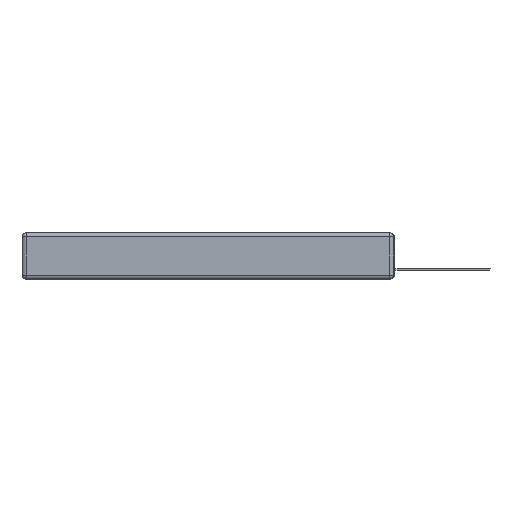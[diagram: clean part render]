
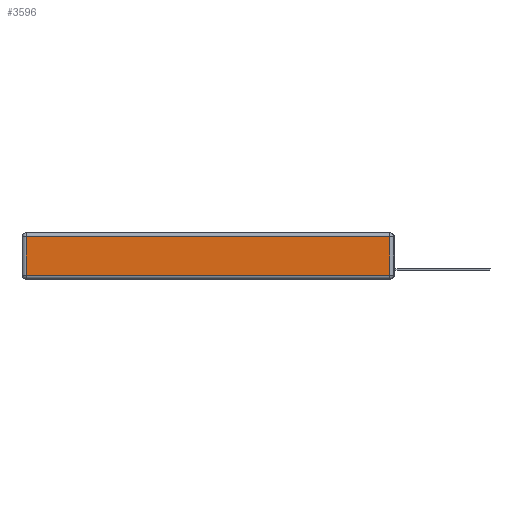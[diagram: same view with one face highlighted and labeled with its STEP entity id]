
A CAD part, left-side view. The second image highlights one B-rep face of the part: STEP entity #3596.
In plain terms, the highlighted planar face has unit normal (-1, 0, 0).
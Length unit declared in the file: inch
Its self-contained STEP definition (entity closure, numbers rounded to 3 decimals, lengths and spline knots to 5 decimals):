
#364 = VECTOR ( 'NONE', #12154, 39.37008 ) ;
#1074 = CARTESIAN_POINT ( 'NONE',  ( 0., 0.03, -0.03 ) ) ;
#1551 = EDGE_CURVE ( 'NONE', #12370, #2143, #5163, .T. ) ;
#1687 = EDGE_LOOP ( 'NONE', ( #3050, #14265, #13155, #15114 ) ) ;
#2044 = CARTESIAN_POINT ( 'NONE',  ( 0., 0.03, -0.313 ) ) ;
#2080 = CARTESIAN_POINT ( 'NONE',  ( 0., 2.72, -0.313 ) ) ;
#2143 = VERTEX_POINT ( 'NONE', #2044 ) ;
#3050 = ORIENTED_EDGE ( 'NONE', *, *, #1551, .T. ) ;
#3073 = DIRECTION ( 'NONE',  ( 0., 0., 1. ) ) ;
#3596 = ADVANCED_FACE ( 'NONE', ( #4392 ), #5260, .T. ) ;
#3801 = EDGE_CURVE ( 'NONE', #12691, #12370, #10323, .T. ) ;
#4152 = EDGE_CURVE ( 'NONE', #9489, #12691, #5217, .T. ) ;
#4392 = FACE_OUTER_BOUND ( 'NONE', #1687, .T. ) ;
#4649 = DIRECTION ( 'NONE',  ( 0., 0., 1. ) ) ;
#5163 = LINE ( 'NONE', #11982, #7226 ) ;
#5217 = LINE ( 'NONE', #5449, #364 ) ;
#5260 = PLANE ( 'NONE',  #7843 ) ;
#5449 = CARTESIAN_POINT ( 'NONE',  ( 0., 2.75, -0.03 ) ) ;
#6243 = LINE ( 'NONE', #12435, #8696 ) ;
#7019 = DIRECTION ( 'NONE',  ( -1., 0., 0. ) ) ;
#7195 = CARTESIAN_POINT ( 'NONE',  ( 0., 2.72, -0.343 ) ) ;
#7226 = VECTOR ( 'NONE', #10698, 39.37008 ) ;
#7843 = AXIS2_PLACEMENT_3D ( 'NONE', #12026, #7019, #3073 ) ;
#8696 = VECTOR ( 'NONE', #4649, 39.37008 ) ;
#9489 = VERTEX_POINT ( 'NONE', #1074 ) ;
#9838 = DIRECTION ( 'NONE',  ( 0., 0., -1. ) ) ;
#10323 = LINE ( 'NONE', #7195, #16095 ) ;
#10532 = CARTESIAN_POINT ( 'NONE',  ( 0., 2.72, -0.03 ) ) ;
#10698 = DIRECTION ( 'NONE',  ( 0., -1., 0. ) ) ;
#11982 = CARTESIAN_POINT ( 'NONE',  ( 0., 0., -0.313 ) ) ;
#12026 = CARTESIAN_POINT ( 'NONE',  ( 0., 0., -0.343 ) ) ;
#12154 = DIRECTION ( 'NONE',  ( 0., 1., 0. ) ) ;
#12370 = VERTEX_POINT ( 'NONE', #2080 ) ;
#12435 = CARTESIAN_POINT ( 'NONE',  ( 0., 0.03, -0.343 ) ) ;
#12691 = VERTEX_POINT ( 'NONE', #10532 ) ;
#13155 = ORIENTED_EDGE ( 'NONE', *, *, #4152, .T. ) ;
#14265 = ORIENTED_EDGE ( 'NONE', *, *, #16192, .T. ) ;
#15114 = ORIENTED_EDGE ( 'NONE', *, *, #3801, .T. ) ;
#16095 = VECTOR ( 'NONE', #9838, 39.37008 ) ;
#16192 = EDGE_CURVE ( 'NONE', #2143, #9489, #6243, .T. ) ;
